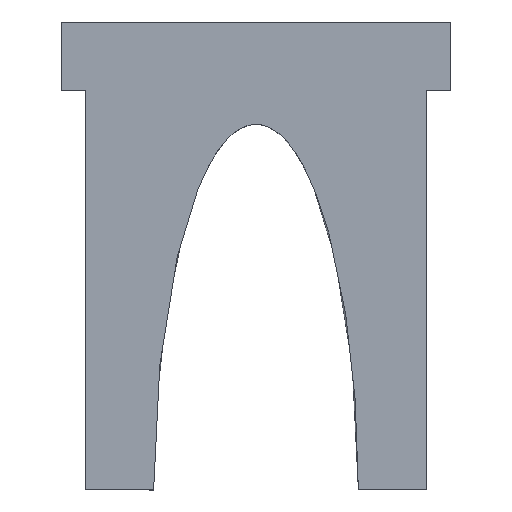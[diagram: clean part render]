
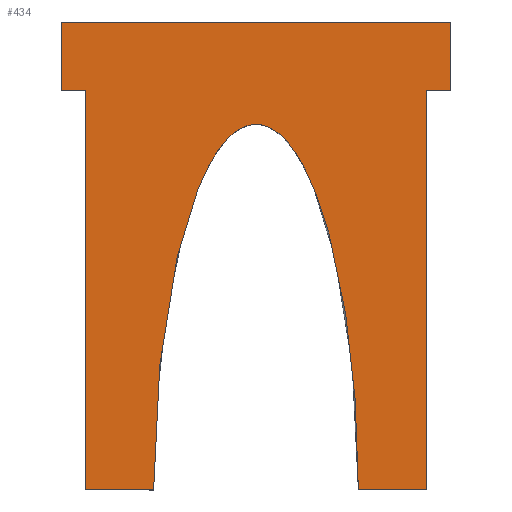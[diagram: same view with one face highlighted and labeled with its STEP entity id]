
A CAD part, top view. The second image highlights one B-rep face of the part: STEP entity #434.
In plain terms, the highlighted planar face has unit normal (0, 0, 1).
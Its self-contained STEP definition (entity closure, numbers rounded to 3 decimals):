
#44=ELLIPSE('',#494,75.,21.);
#98=FACE_OUTER_BOUND('',#125,.T.);
#125=EDGE_LOOP('',(#378,#379,#380,#381,#382,#383,#384,#385,#386,#387));
#130=LINE('',#635,#163);
#131=LINE('',#638,#164);
#134=LINE('',#649,#167);
#141=LINE('',#675,#174);
#142=LINE('',#678,#175);
#149=LINE('',#719,#182);
#152=LINE('',#725,#185);
#156=LINE('',#746,#189);
#159=LINE('',#750,#192);
#163=VECTOR('',#508,10.);
#164=VECTOR('',#511,10.);
#167=VECTOR('',#520,10.);
#174=VECTOR('',#549,10.);
#175=VECTOR('',#552,10.);
#182=VECTOR('',#597,10.);
#185=VECTOR('',#602,10.);
#189=VECTOR('',#612,10.);
#192=VECTOR('',#617,10.);
#194=VERTEX_POINT('',#629);
#196=VERTEX_POINT('',#633);
#197=VERTEX_POINT('',#637);
#201=VERTEX_POINT('',#647);
#202=VERTEX_POINT('',#648);
#211=VERTEX_POINT('',#677);
#226=VERTEX_POINT('',#718);
#228=VERTEX_POINT('',#724);
#230=VERTEX_POINT('',#739);
#232=VERTEX_POINT('',#745);
#236=EDGE_CURVE('',#194,#196,#130,.T.);
#237=EDGE_CURVE('',#194,#197,#131,.T.);
#242=EDGE_CURVE('',#201,#202,#134,.T.);
#255=EDGE_CURVE('',#202,#196,#141,.T.);
#256=EDGE_CURVE('',#197,#211,#142,.T.);
#275=EDGE_CURVE('',#226,#211,#149,.T.);
#278=EDGE_CURVE('',#228,#226,#152,.T.);
#281=EDGE_CURVE('',#230,#228,#44,.T.);
#284=EDGE_CURVE('',#232,#230,#156,.T.);
#287=EDGE_CURVE('',#201,#232,#159,.T.);
#378=ORIENTED_EDGE('',*,*,#287,.T.);
#379=ORIENTED_EDGE('',*,*,#284,.T.);
#380=ORIENTED_EDGE('',*,*,#281,.T.);
#381=ORIENTED_EDGE('',*,*,#278,.T.);
#382=ORIENTED_EDGE('',*,*,#275,.T.);
#383=ORIENTED_EDGE('',*,*,#256,.F.);
#384=ORIENTED_EDGE('',*,*,#237,.F.);
#385=ORIENTED_EDGE('',*,*,#236,.T.);
#386=ORIENTED_EDGE('',*,*,#255,.F.);
#387=ORIENTED_EDGE('',*,*,#242,.F.);
#412=PLANE('',#497);
#434=ADVANCED_FACE('',(#98),#412,.T.);
#494=AXIS2_PLACEMENT_3D('',#740,#606,#607);
#497=AXIS2_PLACEMENT_3D('',#751,#618,#619);
#508=DIRECTION('',(-1.,0.,0.));
#511=DIRECTION('',(0.,-1.,0.));
#520=DIRECTION('',(-1.,0.,0.));
#549=DIRECTION('',(0.,1.,0.));
#552=DIRECTION('',(-1.,0.,0.));
#597=DIRECTION('',(0.,1.,0.));
#602=DIRECTION('',(1.,0.,0.));
#606=DIRECTION('center_axis',(0.,0.,-1.));
#607=DIRECTION('ref_axis',(0.,-1.,0.));
#612=DIRECTION('',(1.,0.,0.));
#617=DIRECTION('',(0.,-1.,0.));
#618=DIRECTION('center_axis',(0.,0.,1.));
#619=DIRECTION('ref_axis',(1.,0.,0.));
#629=CARTESIAN_POINT('',(40.,-2.5,12.));
#633=CARTESIAN_POINT('',(-40.,-2.5,12.));
#635=CARTESIAN_POINT('',(40.,-2.5,12.));
#637=CARTESIAN_POINT('',(40.,-16.5,12.));
#638=CARTESIAN_POINT('',(40.,10.743,12.));
#647=CARTESIAN_POINT('',(-35.,-16.5,12.));
#648=CARTESIAN_POINT('',(-40.,-16.5,12.));
#649=CARTESIAN_POINT('',(20.,-16.5,12.));
#675=CARTESIAN_POINT('',(-40.,10.743,12.));
#677=CARTESIAN_POINT('',(35.,-16.5,12.));
#678=CARTESIAN_POINT('',(20.,-16.5,12.));
#718=CARTESIAN_POINT('',(35.,-98.5,12.));
#719=CARTESIAN_POINT('',(35.,-16.5,12.));
#724=CARTESIAN_POINT('',(21.,-98.5,12.));
#725=CARTESIAN_POINT('',(35.,-98.5,12.));
#739=CARTESIAN_POINT('',(-21.,-98.5,12.));
#740=CARTESIAN_POINT('Origin',(0.,-98.5,12.));
#745=CARTESIAN_POINT('',(-35.,-98.5,12.));
#746=CARTESIAN_POINT('',(-21.,-98.5,12.));
#750=CARTESIAN_POINT('',(-35.,-98.5,12.));
#751=CARTESIAN_POINT('Origin',(0.,-53.337,12.));
